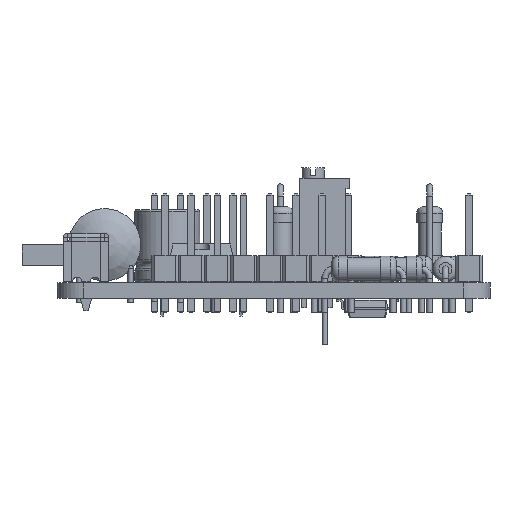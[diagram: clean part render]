
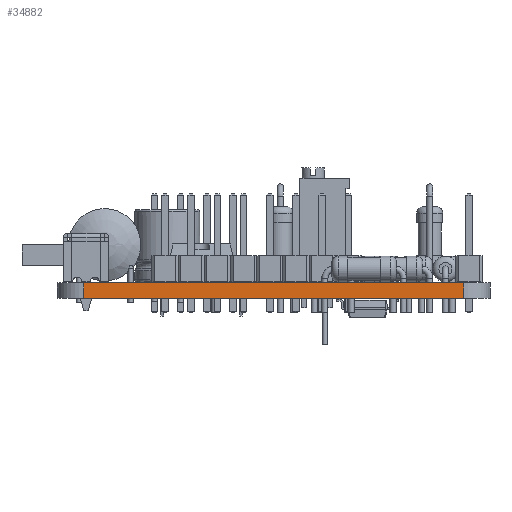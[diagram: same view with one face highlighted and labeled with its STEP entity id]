
A CAD part, left-side view. The second image highlights one B-rep face of the part: STEP entity #34882.
In plain terms, the highlighted planar face has unit normal (-1, 0, 0).
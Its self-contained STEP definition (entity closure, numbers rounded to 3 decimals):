
#33277 = VERTEX_POINT('',#33278);
#33278 = CARTESIAN_POINT('',(0.,-2.54,0.));
#33285 = EDGE_CURVE('',#33286,#33277,#33288,.T.);
#33286 = VERTEX_POINT('',#33287);
#33287 = CARTESIAN_POINT('',(0.,-39.37,0.));
#33288 = LINE('',#33289,#33290);
#33289 = CARTESIAN_POINT('',(0.,-39.37,0.));
#33290 = VECTOR('',#33291,1.);
#33291 = DIRECTION('',(0.,1.,0.));
#34066 = VERTEX_POINT('',#34067);
#34067 = CARTESIAN_POINT('',(0.,-2.54,1.51));
#34074 = EDGE_CURVE('',#34075,#34066,#34077,.T.);
#34075 = VERTEX_POINT('',#34076);
#34076 = CARTESIAN_POINT('',(0.,-39.37,1.51));
#34077 = LINE('',#34078,#34079);
#34078 = CARTESIAN_POINT('',(0.,-39.37,1.51));
#34079 = VECTOR('',#34080,1.);
#34080 = DIRECTION('',(0.,1.,0.));
#34852 = EDGE_CURVE('',#33277,#34066,#34853,.T.);
#34853 = LINE('',#34854,#34855);
#34854 = CARTESIAN_POINT('',(0.,-2.54,0.));
#34855 = VECTOR('',#34856,1.);
#34856 = DIRECTION('',(0.,0.,1.));
#34882 = ADVANCED_FACE('',(#34883),#34894,.T.);
#34883 = FACE_BOUND('',#34884,.T.);
#34884 = EDGE_LOOP('',(#34885,#34891,#34892,#34893));
#34885 = ORIENTED_EDGE('',*,*,#34886,.T.);
#34886 = EDGE_CURVE('',#33286,#34075,#34887,.T.);
#34887 = LINE('',#34888,#34889);
#34888 = CARTESIAN_POINT('',(0.,-39.37,0.));
#34889 = VECTOR('',#34890,1.);
#34890 = DIRECTION('',(0.,0.,1.));
#34891 = ORIENTED_EDGE('',*,*,#34074,.T.);
#34892 = ORIENTED_EDGE('',*,*,#34852,.F.);
#34893 = ORIENTED_EDGE('',*,*,#33285,.F.);
#34894 = PLANE('',#34895);
#34895 = AXIS2_PLACEMENT_3D('',#34896,#34897,#34898);
#34896 = CARTESIAN_POINT('',(0.,-39.37,0.));
#34897 = DIRECTION('',(-1.,0.,0.));
#34898 = DIRECTION('',(0.,1.,0.));
